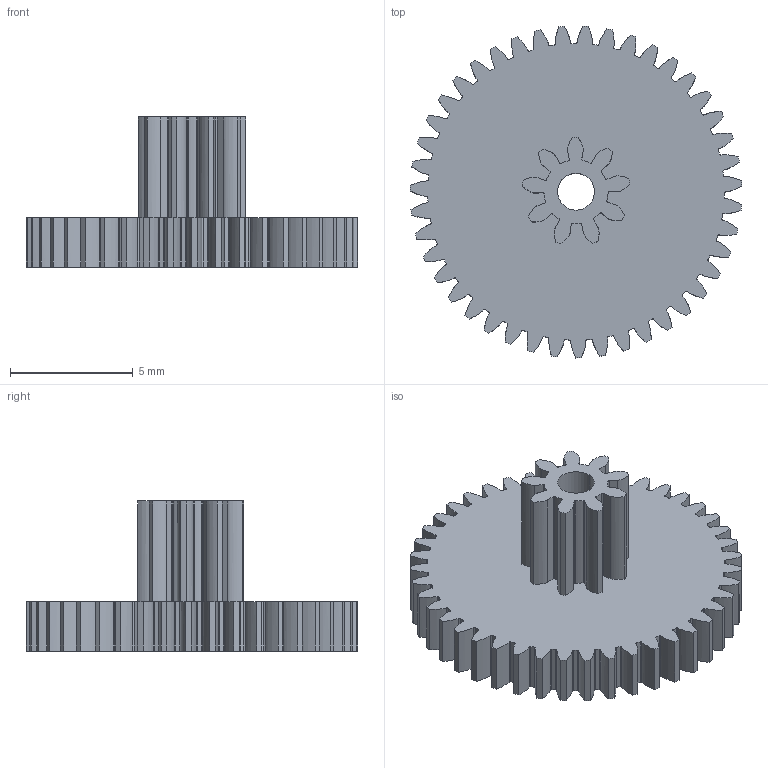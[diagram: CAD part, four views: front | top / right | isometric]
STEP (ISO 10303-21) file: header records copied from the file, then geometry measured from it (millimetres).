
FILE_DESCRIPTION (( 'STEP AP214' ), '1' );
FILE_NAME ('3_Gear 3___Large_43Teeth_0.3Modulus__Small_9Teeth_0.4Modulus_Q_V3.STEP', '2016-10-19T23:51:37', ( '' ), ( '' ), 'SwSTEP 2.0', 'SolidWorks 2016', '' );
FILE_SCHEMA (( 'AUTOMOTIVE_DESIGN' ));
Length unit declared in the file: millimetre
Products named in the file (1): 3_Gear 3___Large_43Teeth_0.3Modulus__Small_9Teeth_0.4Modulus_Q_V3
Bounding box: 13.5 x 13.49 x 6.1 mm (x, y, z)
Volume: 287.1 mm3; surface area: 547.1 mm2
Topology: 1 solids, 1 shells, 359 faces, 1068 edges, 712 vertices
Faces by surface type: cylinder 234, bspline 104, plane 21
Entity records: 18136 total; most frequent: CARTESIAN_POINT 8716, ORIENTED_EDGE 2136, DIRECTION 1840, EDGE_CURVE 1068, AXIS2_PLACEMENT_3D 724, VERTEX_POINT 712, CIRCLE 468, VECTOR 392
